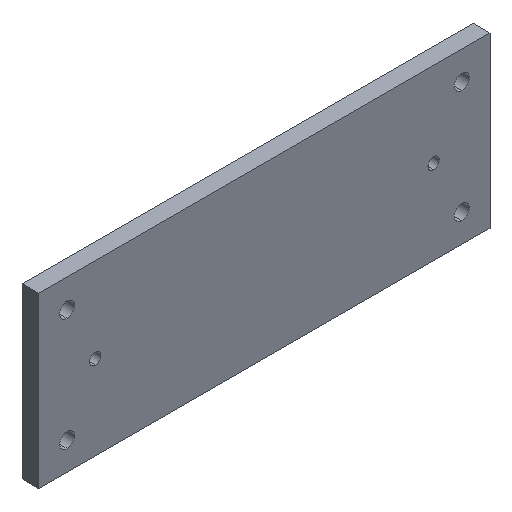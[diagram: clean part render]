
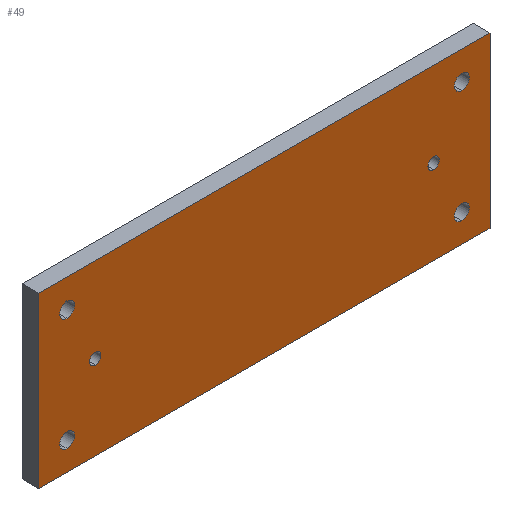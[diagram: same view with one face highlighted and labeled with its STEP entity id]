
A CAD part, isometric view. The second image highlights one B-rep face of the part: STEP entity #49.
In plain terms, the highlighted planar face has unit normal (0, -1, 0).
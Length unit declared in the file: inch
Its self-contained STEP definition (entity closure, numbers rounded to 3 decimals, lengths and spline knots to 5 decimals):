
#2 = EDGE_CURVE ( 'NONE', #370, #371, #284, .T. ) ;
#5 = EDGE_CURVE ( 'NONE', #374, #375, #421, .T. ) ;
#9 = EDGE_CURVE ( 'NONE', #378, #379, #666, .T. ) ;
#13 = EDGE_CURVE ( 'NONE', #379, #382, #657, .T. ) ;
#20 = EDGE_CURVE ( 'NONE', #361, #360, #669, .T. ) ;
#21 = EDGE_CURVE ( 'NONE', #362, #359, #682, .T. ) ;
#22 = EDGE_CURVE ( 'NONE', #278, #356, #668, .T. ) ;
#23 = EDGE_CURVE ( 'NONE', #367, #366, #670, .T. ) ;
#24 = EDGE_CURVE ( 'NONE', #371, #370, #671, .T. ) ;
#25 = EDGE_CURVE ( 'NONE', #375, #374, #680, .T. ) ;
#29 = VECTOR ( 'NONE', #484, 39.37008 ) ;
#34 = LINE ( 'NONE', #481, #29 ) ;
#49 = ADVANCED_FACE ( 'NONE', ( #156, #152, #164, #158, #162, #149, #147 ), #508, .F. ) ;
#64 = DIRECTION ( 'NONE',  ( 0., 1., 0. ) ) ;
#66 = CARTESIAN_POINT ( 'NONE',  ( -4., -0.15, -1.5 ) ) ;
#67 = DIRECTION ( 'NONE',  ( 0., 1., 0. ) ) ;
#71 = DIRECTION ( 'NONE',  ( 0., 0., 1. ) ) ;
#73 = DIRECTION ( 'NONE',  ( 0., 0., 1. ) ) ;
#74 = CARTESIAN_POINT ( 'NONE',  ( -3.5, -0.15, 1. ) ) ;
#76 = CARTESIAN_POINT ( 'NONE',  ( 3.5, -0.15, -1. ) ) ;
#77 = DIRECTION ( 'NONE',  ( 0., 0., 1. ) ) ;
#86 = CIRCLE ( 'NONE', #168, 0.133 ) ;
#88 = CIRCLE ( 'NONE', #184, 0.133 ) ;
#89 = CIRCLE ( 'NONE', #170, 0.133 ) ;
#90 = LINE ( 'NONE', #66, #91 ) ;
#91 = VECTOR ( 'NONE', #77, 39.37008 ) ;
#147 = FACE_OUTER_BOUND ( 'NONE', #392, .T. ) ;
#149 = FACE_BOUND ( 'NONE', #411, .T. ) ;
#152 = FACE_BOUND ( 'NONE', #395, .T. ) ;
#156 = FACE_BOUND ( 'NONE', #394, .T. ) ;
#158 = FACE_BOUND ( 'NONE', #393, .T. ) ;
#162 = FACE_BOUND ( 'NONE', #396, .T. ) ;
#164 = FACE_BOUND ( 'NONE', #397, .T. ) ;
#168 = AXIS2_PLACEMENT_3D ( 'NONE', #76, #67, #73 ) ;
#170 = AXIS2_PLACEMENT_3D ( 'NONE', #206, #218, #204 ) ;
#171 = AXIS2_PLACEMENT_3D ( 'NONE', #449, #445, #456 ) ;
#174 = AXIS2_PLACEMENT_3D ( 'NONE', #474, #517, #523 ) ;
#184 = AXIS2_PLACEMENT_3D ( 'NONE', #74, #64, #71 ) ;
#195 = CARTESIAN_POINT ( 'NONE',  ( 4., -0.15, -1.5 ) ) ;
#200 = CARTESIAN_POINT ( 'NONE',  ( -3., -0.15, 0.1005 ) ) ;
#201 = CARTESIAN_POINT ( 'NONE',  ( -3.5, -0.15, 1.133 ) ) ;
#202 = CARTESIAN_POINT ( 'NONE',  ( 3.5, -0.15, -0.867 ) ) ;
#204 = DIRECTION ( 'NONE',  ( 0., 0., 1. ) ) ;
#205 = CARTESIAN_POINT ( 'NONE',  ( 3.5, -0.15, 1.133 ) ) ;
#206 = CARTESIAN_POINT ( 'NONE',  ( -3.5, -0.15, -1. ) ) ;
#209 = CARTESIAN_POINT ( 'NONE',  ( 3.5, -0.15, 0.867 ) ) ;
#210 = CARTESIAN_POINT ( 'NONE',  ( 3., -0.15, 0.1005 ) ) ;
#211 = CARTESIAN_POINT ( 'NONE',  ( 3.5, -0.15, -1.133 ) ) ;
#212 = CARTESIAN_POINT ( 'NONE',  ( 3., -0.15, -0.1005 ) ) ;
#215 = CARTESIAN_POINT ( 'NONE',  ( -3., -0.15, -0.1005 ) ) ;
#216 = CARTESIAN_POINT ( 'NONE',  ( -3.5, -0.15, 0.867 ) ) ;
#218 = DIRECTION ( 'NONE',  ( 0., 1., 0. ) ) ;
#219 = CARTESIAN_POINT ( 'NONE',  ( -3.5, -0.15, -1.133 ) ) ;
#220 = CARTESIAN_POINT ( 'NONE',  ( -3.5, -0.15, -0.867 ) ) ;
#221 = AXIS2_PLACEMENT_3D ( 'NONE', #620, #609, #601 ) ;
#222 = AXIS2_PLACEMENT_3D ( 'NONE', #518, #535, #506 ) ;
#223 = AXIS2_PLACEMENT_3D ( 'NONE', #600, #593, #592 ) ;
#224 = AXIS2_PLACEMENT_3D ( 'NONE', #572, #583, #614 ) ;
#225 = AXIS2_PLACEMENT_3D ( 'NONE', #624, #626, #598 ) ;
#231 = AXIS2_PLACEMENT_3D ( 'NONE', #615, #570, #591 ) ;
#232 = AXIS2_PLACEMENT_3D ( 'NONE', #568, #623, #618 ) ;
#233 = AXIS2_PLACEMENT_3D ( 'NONE', #584, #581, #577 ) ;
#234 = EDGE_CURVE ( 'NONE', #385, #378, #34, .T. ) ;
#245 = EDGE_CURVE ( 'NONE', #366, #367, #430, .T. ) ;
#253 = EDGE_CURVE ( 'NONE', #356, #278, #86, .T. ) ;
#254 = EDGE_CURVE ( 'NONE', #360, #361, #88, .T. ) ;
#255 = EDGE_CURVE ( 'NONE', #359, #362, #89, .T. ) ;
#256 = EDGE_CURVE ( 'NONE', #382, #385, #90, .T. ) ;
#278 = VERTEX_POINT ( 'NONE', #202 ) ;
#284 = CIRCLE ( 'NONE', #221, 0.1005 ) ;
#315 = ORIENTED_EDGE ( 'NONE', *, *, #20, .T. ) ;
#316 = ORIENTED_EDGE ( 'NONE', *, *, #254, .T. ) ;
#317 = ORIENTED_EDGE ( 'NONE', *, *, #21, .T. ) ;
#318 = ORIENTED_EDGE ( 'NONE', *, *, #255, .T. ) ;
#319 = ORIENTED_EDGE ( 'NONE', *, *, #22, .T. ) ;
#320 = ORIENTED_EDGE ( 'NONE', *, *, #253, .T. ) ;
#321 = ORIENTED_EDGE ( 'NONE', *, *, #23, .T. ) ;
#322 = ORIENTED_EDGE ( 'NONE', *, *, #245, .T. ) ;
#323 = ORIENTED_EDGE ( 'NONE', *, *, #24, .T. ) ;
#324 = ORIENTED_EDGE ( 'NONE', *, *, #2, .T. ) ;
#325 = ORIENTED_EDGE ( 'NONE', *, *, #25, .T. ) ;
#326 = ORIENTED_EDGE ( 'NONE', *, *, #5, .T. ) ;
#327 = ORIENTED_EDGE ( 'NONE', *, *, #9, .F. ) ;
#328 = ORIENTED_EDGE ( 'NONE', *, *, #234, .F. ) ;
#329 = ORIENTED_EDGE ( 'NONE', *, *, #256, .F. ) ;
#330 = ORIENTED_EDGE ( 'NONE', *, *, #13, .F. ) ;
#356 = VERTEX_POINT ( 'NONE', #211 ) ;
#359 = VERTEX_POINT ( 'NONE', #219 ) ;
#360 = VERTEX_POINT ( 'NONE', #216 ) ;
#361 = VERTEX_POINT ( 'NONE', #201 ) ;
#362 = VERTEX_POINT ( 'NONE', #220 ) ;
#366 = VERTEX_POINT ( 'NONE', #209 ) ;
#367 = VERTEX_POINT ( 'NONE', #205 ) ;
#370 = VERTEX_POINT ( 'NONE', #215 ) ;
#371 = VERTEX_POINT ( 'NONE', #200 ) ;
#374 = VERTEX_POINT ( 'NONE', #212 ) ;
#375 = VERTEX_POINT ( 'NONE', #210 ) ;
#378 = VERTEX_POINT ( 'NONE', #460 ) ;
#379 = VERTEX_POINT ( 'NONE', #195 ) ;
#382 = VERTEX_POINT ( 'NONE', #542 ) ;
#385 = VERTEX_POINT ( 'NONE', #551 ) ;
#392 = EDGE_LOOP ( 'NONE', ( #327, #328, #329, #330 ) ) ;
#393 = EDGE_LOOP ( 'NONE', ( #321, #322 ) ) ;
#394 = EDGE_LOOP ( 'NONE', ( #315, #316 ) ) ;
#395 = EDGE_LOOP ( 'NONE', ( #317, #318 ) ) ;
#396 = EDGE_LOOP ( 'NONE', ( #323, #324 ) ) ;
#397 = EDGE_LOOP ( 'NONE', ( #319, #320 ) ) ;
#411 = EDGE_LOOP ( 'NONE', ( #325, #326 ) ) ;
#421 = CIRCLE ( 'NONE', #232, 0.1005 ) ;
#430 = CIRCLE ( 'NONE', #171, 0.133 ) ;
#445 = DIRECTION ( 'NONE',  ( 0., 1., 0. ) ) ;
#449 = CARTESIAN_POINT ( 'NONE',  ( 3.5, -0.15, 1. ) ) ;
#456 = DIRECTION ( 'NONE',  ( 0., 0., 1. ) ) ;
#460 = CARTESIAN_POINT ( 'NONE',  ( 4., -0.15, 1.5 ) ) ;
#474 = CARTESIAN_POINT ( 'NONE',  ( 4., -0.15, 1.5 ) ) ;
#481 = CARTESIAN_POINT ( 'NONE',  ( -4., -0.15, 1.5 ) ) ;
#484 = DIRECTION ( 'NONE',  ( 1., 0., 0. ) ) ;
#506 = DIRECTION ( 'NONE',  ( 0., 0., 1. ) ) ;
#508 = PLANE ( 'NONE',  #174 ) ;
#517 = DIRECTION ( 'NONE',  ( 0., 1., 0. ) ) ;
#518 = CARTESIAN_POINT ( 'NONE',  ( 3., -0.15, 0. ) ) ;
#523 = DIRECTION ( 'NONE',  ( 0., 0., 1. ) ) ;
#535 = DIRECTION ( 'NONE',  ( 0., 1., 0. ) ) ;
#542 = CARTESIAN_POINT ( 'NONE',  ( -4., -0.15, -1.5 ) ) ;
#551 = CARTESIAN_POINT ( 'NONE',  ( -4., -0.15, 1.5 ) ) ;
#568 = CARTESIAN_POINT ( 'NONE',  ( 3., -0.15, 0. ) ) ;
#570 = DIRECTION ( 'NONE',  ( 0., 1., 0. ) ) ;
#572 = CARTESIAN_POINT ( 'NONE',  ( -3.5, -0.15, 1. ) ) ;
#577 = DIRECTION ( 'NONE',  ( 0., 0., 1. ) ) ;
#581 = DIRECTION ( 'NONE',  ( 0., 1., 0. ) ) ;
#583 = DIRECTION ( 'NONE',  ( 0., 1., 0. ) ) ;
#584 = CARTESIAN_POINT ( 'NONE',  ( 3.5, -0.15, -1. ) ) ;
#588 = DIRECTION ( 'NONE',  ( -1., 0., 0. ) ) ;
#591 = DIRECTION ( 'NONE',  ( 0., 0., 1. ) ) ;
#592 = DIRECTION ( 'NONE',  ( 0., 0., 1. ) ) ;
#593 = DIRECTION ( 'NONE',  ( 0., 1., 0. ) ) ;
#598 = DIRECTION ( 'NONE',  ( 0., 0., 1. ) ) ;
#599 = DIRECTION ( 'NONE',  ( 0., 0., -1. ) ) ;
#600 = CARTESIAN_POINT ( 'NONE',  ( -3., -0.15, 0. ) ) ;
#601 = DIRECTION ( 'NONE',  ( 0., 0., 1. ) ) ;
#602 = CARTESIAN_POINT ( 'NONE',  ( 4., -0.15, -1.5 ) ) ;
#609 = DIRECTION ( 'NONE',  ( 0., 1., 0. ) ) ;
#614 = DIRECTION ( 'NONE',  ( 0., 0., 1. ) ) ;
#615 = CARTESIAN_POINT ( 'NONE',  ( 3.5, -0.15, 1. ) ) ;
#617 = CARTESIAN_POINT ( 'NONE',  ( -4., -0.15, -1.5 ) ) ;
#618 = DIRECTION ( 'NONE',  ( 0., 0., 1. ) ) ;
#620 = CARTESIAN_POINT ( 'NONE',  ( -3., -0.15, 0. ) ) ;
#623 = DIRECTION ( 'NONE',  ( 0., 1., 0. ) ) ;
#624 = CARTESIAN_POINT ( 'NONE',  ( -3.5, -0.15, -1. ) ) ;
#626 = DIRECTION ( 'NONE',  ( 0., 1., 0. ) ) ;
#657 = LINE ( 'NONE', #617, #660 ) ;
#660 = VECTOR ( 'NONE', #588, 39.37008 ) ;
#665 = VECTOR ( 'NONE', #599, 39.37008 ) ;
#666 = LINE ( 'NONE', #602, #665 ) ;
#668 = CIRCLE ( 'NONE', #233, 0.133 ) ;
#669 = CIRCLE ( 'NONE', #224, 0.133 ) ;
#670 = CIRCLE ( 'NONE', #231, 0.133 ) ;
#671 = CIRCLE ( 'NONE', #223, 0.1005 ) ;
#680 = CIRCLE ( 'NONE', #222, 0.1005 ) ;
#682 = CIRCLE ( 'NONE', #225, 0.133 ) ;
